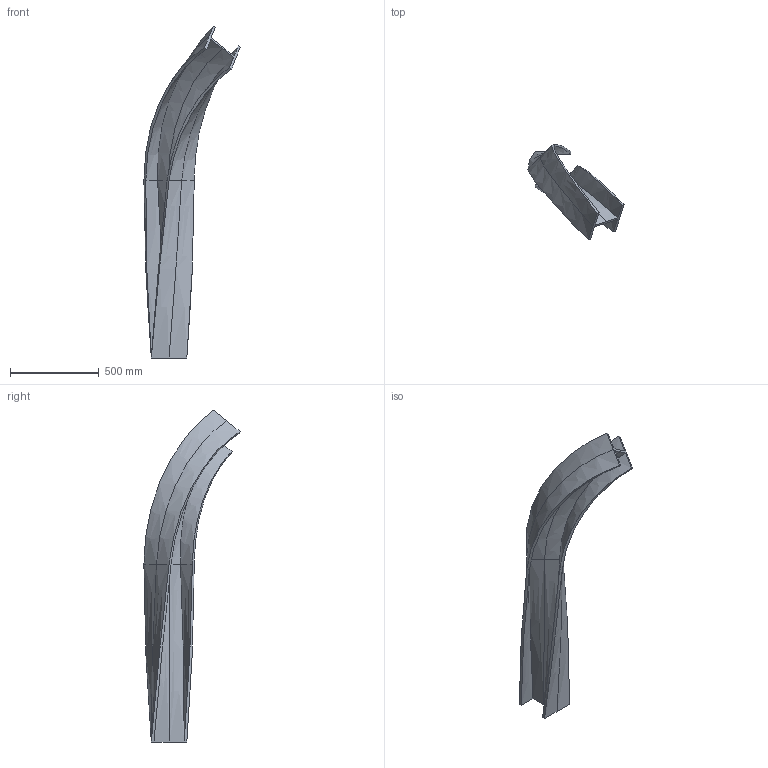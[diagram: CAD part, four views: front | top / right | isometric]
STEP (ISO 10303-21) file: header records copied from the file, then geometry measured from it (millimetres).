
FILE_DESCRIPTION(/* description */ (''),/* implementation_level */ '2;1');
FILE_NAME(/* name */ 'GDA.stp',/* time_stamp */ '2017-05-02T15:35:29+02:00',/* author */ ('Walter'),/* organization */ (''),/* preprocessor_version */ 'ST-DEVELOPER v15.6',/* originating_system */ 'Autodesk Inventor 2015',/* authorisation */ '');
FILE_SCHEMA (('AUTOMOTIVE_DESIGN { 1 0 10303 214 3 1 1 }'));
Length unit declared in the file: millimetre
Products named in the file (1): GDA
Bounding box: 540.89 x 540.89 x 1866.86 mm (x, y, z)
Volume: 15249130.7 mm3; surface area: 2249170 mm2
Topology: 1 solids, 1 shells, 34 faces, 80 edges, 48 vertices
Faces by surface type: bspline 32, plane 2
Entity records: 2955 total; most frequent: CARTESIAN_POINT 2350, ORIENTED_EDGE 160, EDGE_CURVE 80, B_SPLINE_CURVE_WITH_KNOTS 48, VERTEX_POINT 48, DIRECTION 38, FACE_OUTER_BOUND 34, EDGE_LOOP 34
